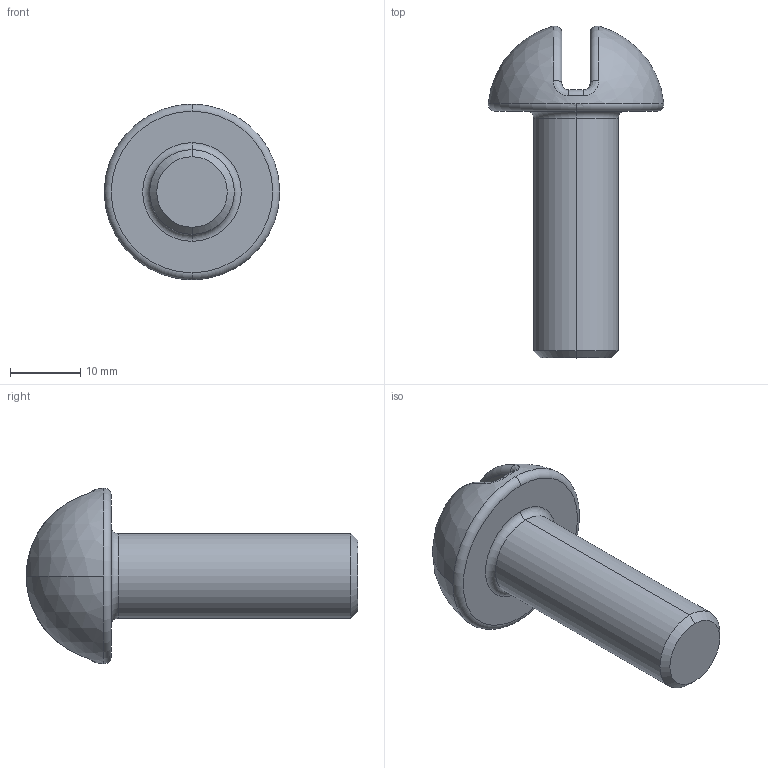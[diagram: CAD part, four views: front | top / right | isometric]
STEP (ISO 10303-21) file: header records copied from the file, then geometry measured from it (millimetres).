
FILE_DESCRIPTION (( 'STEP AP214' ), '1' );
FILE_NAME ('Screw smaller.STEP', '2025-03-07T15:51:14', ( '' ), ( '' ), 'SwSTEP 2.0', 'SolidWorks 2023', '' );
FILE_SCHEMA (( 'AUTOMOTIVE_DESIGN' ));
Length unit declared in the file: millimetre
Products named in the file (1): Screw smaller
Bounding box: 24.91 x 47.1 x 24.91 mm (x, y, z)
Volume: 7330 mm3; surface area: 2945.2 mm2
Topology: 1 solids, 1 shells, 27 faces, 59 edges, 35 vertices
Faces by surface type: torus 10, plane 5, cylinder 4, bspline 4, cone 2, sphere 2
Entity records: 1011 total; most frequent: CARTESIAN_POINT 390, DIRECTION 142, ORIENTED_EDGE 118, AXIS2_PLACEMENT_3D 67, EDGE_CURVE 59, CIRCLE 43, VERTEX_POINT 35, EDGE_LOOP 28
